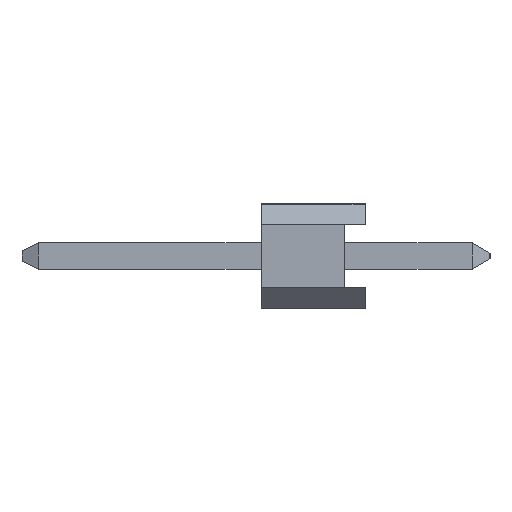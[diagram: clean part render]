
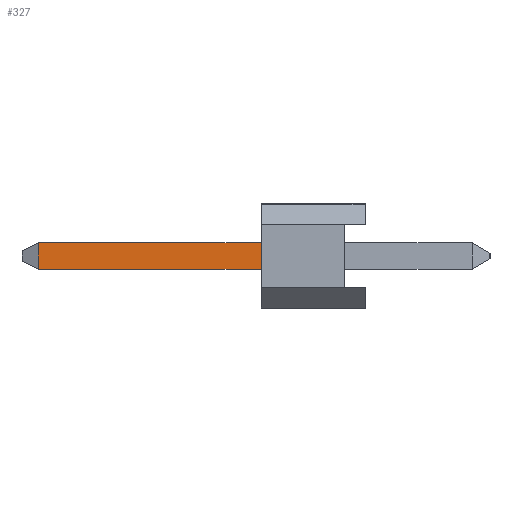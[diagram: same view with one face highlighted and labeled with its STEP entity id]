
A CAD part, left-side view. The second image highlights one B-rep face of the part: STEP entity #327.
In plain terms, the highlighted planar face has unit normal (-1, 0, 0).
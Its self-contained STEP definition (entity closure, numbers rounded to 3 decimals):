
#11 = CARTESIAN_POINT ( 'NONE',  ( -0.32, 7.98, -0.425 ) ) ;
#41 = CARTESIAN_POINT ( 'NONE',  ( -0.32, 8.38, 0.215 ) ) ;
#49 = VERTEX_POINT ( 'NONE', #1127 ) ;
#60 = VERTEX_POINT ( 'NONE', #945 ) ;
#70 = EDGE_CURVE ( 'NONE', #213, #60, #262, .T. ) ;
#81 = PLANE ( 'NONE',  #649 ) ;
#83 = VERTEX_POINT ( 'NONE', #564 ) ;
#109 = VECTOR ( 'NONE', #168, 1000. ) ;
#168 = DIRECTION ( 'NONE',  ( 0., 0., -1. ) ) ;
#173 = FACE_OUTER_BOUND ( 'NONE', #780, .T. ) ;
#180 = CARTESIAN_POINT ( 'NONE',  ( -0.32, 8.38, -0.425 ) ) ;
#213 = VERTEX_POINT ( 'NONE', #604 ) ;
#231 = VECTOR ( 'NONE', #1022, 1000. ) ;
#262 = LINE ( 'NONE', #269, #231 ) ;
#268 = LINE ( 'NONE', #41, #725 ) ;
#269 = CARTESIAN_POINT ( 'NONE',  ( -0.32, 2.54, -0.425 ) ) ;
#327 = ADVANCED_FACE ( 'NONE', ( #173 ), #81, .F. ) ;
#424 = DIRECTION ( 'NONE',  ( 0., -1., 0. ) ) ;
#469 = ORIENTED_EDGE ( 'NONE', *, *, #498, .T. ) ;
#470 = LINE ( 'NONE', #180, #946 ) ;
#498 = EDGE_CURVE ( 'NONE', #49, #213, #470, .T. ) ;
#564 = CARTESIAN_POINT ( 'NONE',  ( -0.32, 7.98, 0.215 ) ) ;
#598 = ORIENTED_EDGE ( 'NONE', *, *, #913, .F. ) ;
#604 = CARTESIAN_POINT ( 'NONE',  ( -0.32, 2.54, -0.425 ) ) ;
#649 = AXIS2_PLACEMENT_3D ( 'NONE', #973, #1083, #1070 ) ;
#671 = EDGE_CURVE ( 'NONE', #83, #49, #788, .T. ) ;
#725 = VECTOR ( 'NONE', #744, 1000. ) ;
#744 = DIRECTION ( 'NONE',  ( 0., -1., 0. ) ) ;
#780 = EDGE_LOOP ( 'NONE', ( #598, #1102, #469, #787 ) ) ;
#787 = ORIENTED_EDGE ( 'NONE', *, *, #70, .T. ) ;
#788 = LINE ( 'NONE', #11, #109 ) ;
#913 = EDGE_CURVE ( 'NONE', #83, #60, #268, .T. ) ;
#945 = CARTESIAN_POINT ( 'NONE',  ( -0.32, 2.54, 0.215 ) ) ;
#946 = VECTOR ( 'NONE', #424, 1000. ) ;
#973 = CARTESIAN_POINT ( 'NONE',  ( -0.32, 8.38, -0.425 ) ) ;
#1022 = DIRECTION ( 'NONE',  ( 0., 0., 1. ) ) ;
#1070 = DIRECTION ( 'NONE',  ( 0., 0., -1. ) ) ;
#1083 = DIRECTION ( 'NONE',  ( 1., 0., 0. ) ) ;
#1102 = ORIENTED_EDGE ( 'NONE', *, *, #671, .T. ) ;
#1127 = CARTESIAN_POINT ( 'NONE',  ( -0.32, 7.98, -0.425 ) ) ;
